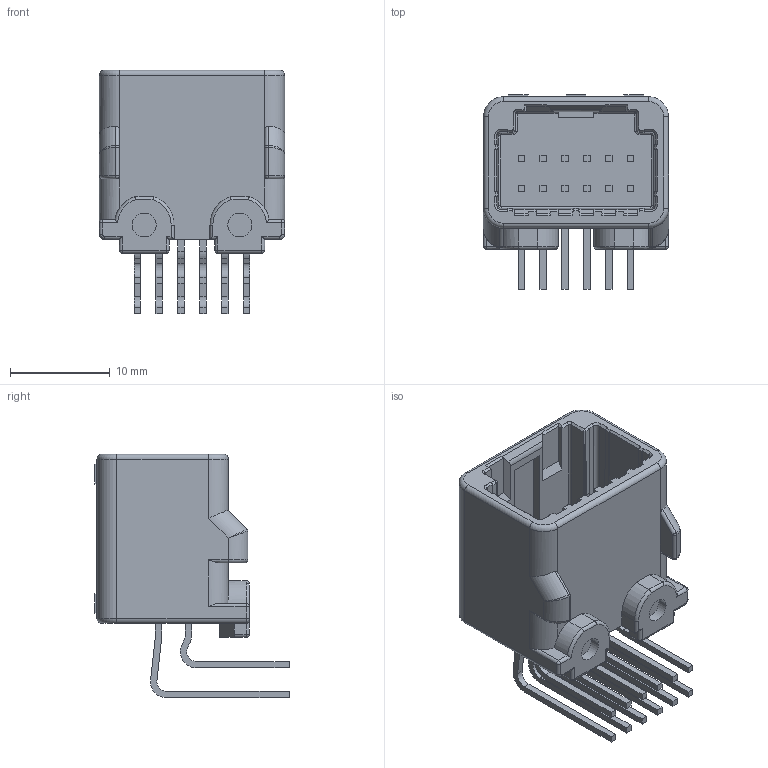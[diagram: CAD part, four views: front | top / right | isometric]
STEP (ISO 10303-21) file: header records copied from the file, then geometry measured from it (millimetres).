
FILE_DESCRIPTION((''),'2;1');
FILE_NAME('C-2-1318772-2','2014-03-07T',('workeradm'),('Tyco Electronics Ltd.'),'PRO/ENGINEER BY PARAMETRIC TECHNOLOGY CORPORATION, 2013050','PRO/ENGINEER BY PARAMETRIC TECHNOLOGY CORPORATION, 2013050','');
FILE_SCHEMA(('AUTOMOTIVE_DESIGN { 1 0 10303 214 1 1 1 1 }'));
Length unit declared in the file: millimetre
Products named in the file (1): C-2-1318772-2
Bounding box: 18.6 x 19.5 x 24.47 mm (x, y, z)
Volume: 2242.6 mm3; surface area: 3175.3 mm2
Topology: 1 solids, 1 shells, 526 faces, 1360 edges, 866 vertices
Faces by surface type: plane 363, cylinder 119, torus 12, sphere 12, cone 12, bspline 8
Entity records: 16714 total; most frequent: CARTESIAN_POINT 3634, ORIENTED_EDGE 2720, DIRECTION 2594, EDGE_CURVE 1360, VECTOR 1090, LINE 1090, VERTEX_POINT 866, AXIS2_PLACEMENT_3D 752
